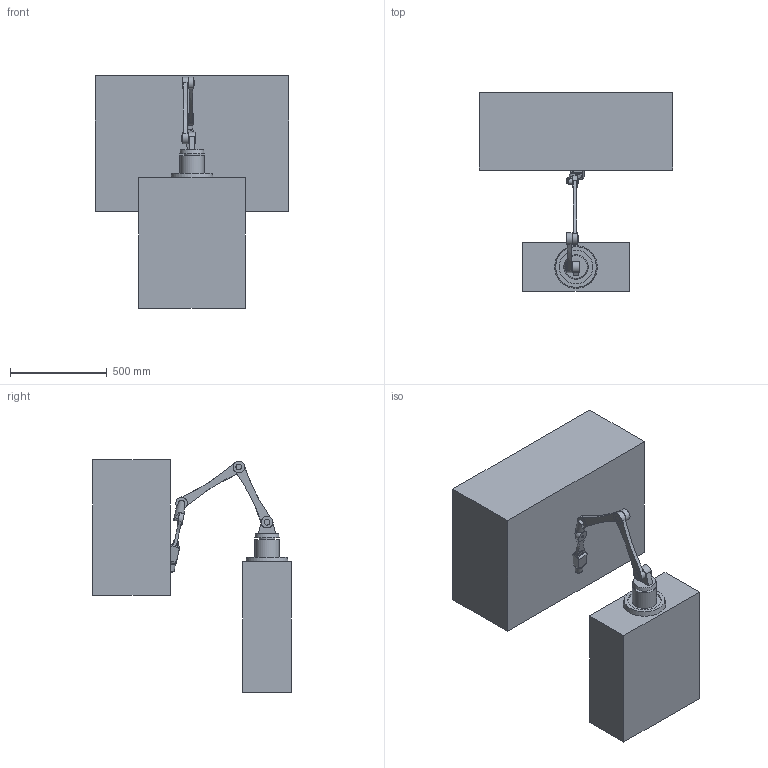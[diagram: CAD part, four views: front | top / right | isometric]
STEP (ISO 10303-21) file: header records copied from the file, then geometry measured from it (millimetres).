
FILE_DESCRIPTION(/* description */ (''),/* implementation_level */ '2;1');
FILE_NAME(/* name */ 'Assembly v11.step',/* time_stamp */ '2023-02-06T23:17:38+05:30',/* author */ (''),/* organization */ (''),/* preprocessor_version */ 'ST-DEVELOPER v19.2',/* originating_system */ 'Autodesk Translation Framework v11.17.0.187',/* authorisation */ '');
FILE_SCHEMA (('AUTOMOTIVE_DESIGN { 1 0 10303 214 3 1 1 }'));
Length unit declared in the file: millimetre
Products named in the file (9): Assembly; Base; Part-1; Part-2; Part-3; Part-4; Part-6; Part-5; Boundary Box
Assembly tree (8 placements, depth 2):
  Assembly
    Base
    Part-1
    Part-2
    Part-3
    Part-4
    Part-6
    Part-5
    Boundary Box
Bounding box: 1000 x 1025 x 1200 mm (x, y, z)
Volume: 297005149.2 mm3; surface area: 5510317 mm2
Topology: 9 solids, 9 shells, 125 faces, 255 edges, 165 vertices
Faces by surface type: plane 73, cylinder 34, bspline 15, cone 2, torus 1
Full cylindrical faces by diameter (mm): 15 x4, 30 x6, 45 x2, 60 x6, 80 x2, 125 x1, 175 x1, 220 x1
Entity records: 4618 total; most frequent: CARTESIAN_POINT 1760, DIRECTION 544, ORIENTED_EDGE 510, EDGE_CURVE 255, AXIS2_PLACEMENT_3D 213, VERTEX_POINT 165, EDGE_LOOP 152, FACE_OUTER_BOUND 125
